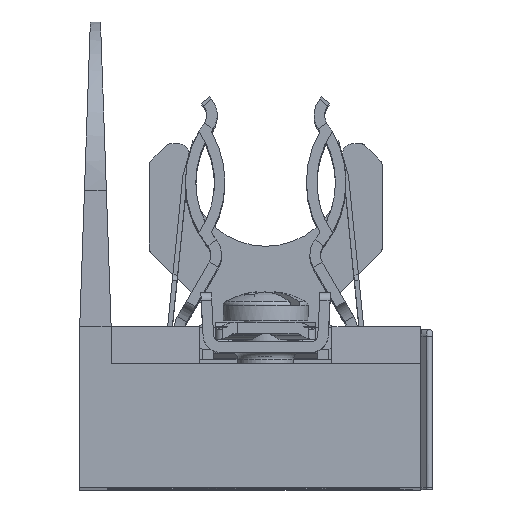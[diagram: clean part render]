
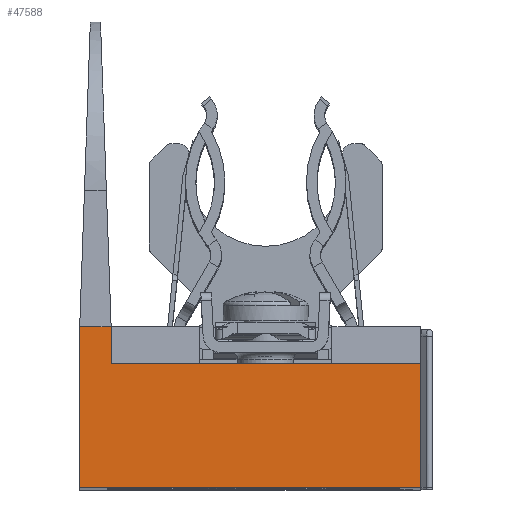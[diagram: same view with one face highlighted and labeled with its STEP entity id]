
A CAD part, top view. The second image highlights one B-rep face of the part: STEP entity #47588.
In plain terms, the highlighted planar face has unit normal (0, 0, 1).
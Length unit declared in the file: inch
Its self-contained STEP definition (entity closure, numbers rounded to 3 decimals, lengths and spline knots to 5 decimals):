
#645 = LINE ( 'NONE', #48603, #11962 ) ;
#1808 = ORIENTED_EDGE ( 'NONE', *, *, #17998, .F. ) ;
#2052 = CARTESIAN_POINT ( 'NONE',  ( 1.53826, 4.09326, 8.60219 ) ) ;
#2385 = CARTESIAN_POINT ( 'NONE',  ( 1.40326, 4.09326, 8.60219 ) ) ;
#2416 = CARTESIAN_POINT ( 'NONE',  ( 1.53826, 4.09326, 8.60219 ) ) ;
#3276 = CARTESIAN_POINT ( 'NONE',  ( 1.53826, 4.09326, 8.60219 ) ) ;
#4046 = DIRECTION ( 'NONE',  ( 0., -1., 0. ) ) ;
#4193 = DIRECTION ( 'NONE',  ( 1., 0., 0. ) ) ;
#5540 = EDGE_CURVE ( 'NONE', #25555, #24625, #11466, .T. ) ;
#6668 = DIRECTION ( 'NONE',  ( 0., -1., 0. ) ) ;
#7587 = DIRECTION ( 'NONE',  ( -1., 0., 0. ) ) ;
#8779 = EDGE_CURVE ( 'NONE', #25555, #42354, #645, .T. ) ;
#9049 = VERTEX_POINT ( 'NONE', #27739 ) ;
#11466 = LINE ( 'NONE', #44065, #34170 ) ;
#11962 = VECTOR ( 'NONE', #40028, 39.37008 ) ;
#13025 = LINE ( 'NONE', #34057, #23057 ) ;
#14814 = LINE ( 'NONE', #33930, #20852 ) ;
#16233 = LINE ( 'NONE', #2052, #48881 ) ;
#17998 = EDGE_CURVE ( 'NONE', #24625, #45293, #14814, .T. ) ;
#18097 = CARTESIAN_POINT ( 'NONE',  ( 1.53826, 3.93326, 8.60219 ) ) ;
#18418 = DIRECTION ( 'NONE',  ( 1., 0., 0. ) ) ;
#20852 = VECTOR ( 'NONE', #4046, 39.37008 ) ;
#22324 = LINE ( 'NONE', #2385, #43602 ) ;
#23057 = VECTOR ( 'NONE', #4193, 39.37008 ) ;
#24625 = VERTEX_POINT ( 'NONE', #49760 ) ;
#25555 = VERTEX_POINT ( 'NONE', #18097 ) ;
#25623 = ORIENTED_EDGE ( 'NONE', *, *, #5540, .F. ) ;
#25733 = EDGE_CURVE ( 'NONE', #9049, #51011, #22324, .T. ) ;
#27739 = CARTESIAN_POINT ( 'NONE',  ( 1.40326, 4.09326, 8.60219 ) ) ;
#28696 = PLANE ( 'NONE',  #48313 ) ;
#29217 = EDGE_CURVE ( 'NONE', #9049, #42354, #16233, .T. ) ;
#33167 = DIRECTION ( 'NONE',  ( 0., 0., -1. ) ) ;
#33930 = CARTESIAN_POINT ( 'NONE',  ( 2.86626, 4.09326, 8.60219 ) ) ;
#34057 = CARTESIAN_POINT ( 'NONE',  ( 1.53826, 3.40326, 8.60219 ) ) ;
#34170 = VECTOR ( 'NONE', #18418, 39.37008 ) ;
#35249 = EDGE_LOOP ( 'NONE', ( #25623, #46884, #44059, #49747, #45161, #1808 ) ) ;
#40028 = DIRECTION ( 'NONE',  ( 0., 1., 0. ) ) ;
#40042 = DIRECTION ( 'NONE',  ( 1., 0., 0. ) ) ;
#41670 = EDGE_CURVE ( 'NONE', #51011, #45293, #13025, .T. ) ;
#41824 = CARTESIAN_POINT ( 'NONE',  ( 1.40326, 3.40326, 8.60219 ) ) ;
#42354 = VERTEX_POINT ( 'NONE', #2416 ) ;
#43602 = VECTOR ( 'NONE', #6668, 39.37008 ) ;
#44059 = ORIENTED_EDGE ( 'NONE', *, *, #29217, .F. ) ;
#44065 = CARTESIAN_POINT ( 'NONE',  ( 2.86626, 3.93326, 8.60219 ) ) ;
#45161 = ORIENTED_EDGE ( 'NONE', *, *, #41670, .T. ) ;
#45293 = VERTEX_POINT ( 'NONE', #49196 ) ;
#46884 = ORIENTED_EDGE ( 'NONE', *, *, #8779, .T. ) ;
#47588 = ADVANCED_FACE ( 'NONE', ( #55050 ), #28696, .F. ) ;
#48313 = AXIS2_PLACEMENT_3D ( 'NONE', #3276, #33167, #7587 ) ;
#48603 = CARTESIAN_POINT ( 'NONE',  ( 1.53826, 3.93326, 8.60219 ) ) ;
#48881 = VECTOR ( 'NONE', #40042, 39.37008 ) ;
#49196 = CARTESIAN_POINT ( 'NONE',  ( 2.86626, 3.40326, 8.60219 ) ) ;
#49747 = ORIENTED_EDGE ( 'NONE', *, *, #25733, .T. ) ;
#49760 = CARTESIAN_POINT ( 'NONE',  ( 2.86626, 3.93326, 8.60219 ) ) ;
#51011 = VERTEX_POINT ( 'NONE', #41824 ) ;
#55050 = FACE_OUTER_BOUND ( 'NONE', #35249, .T. ) ;
